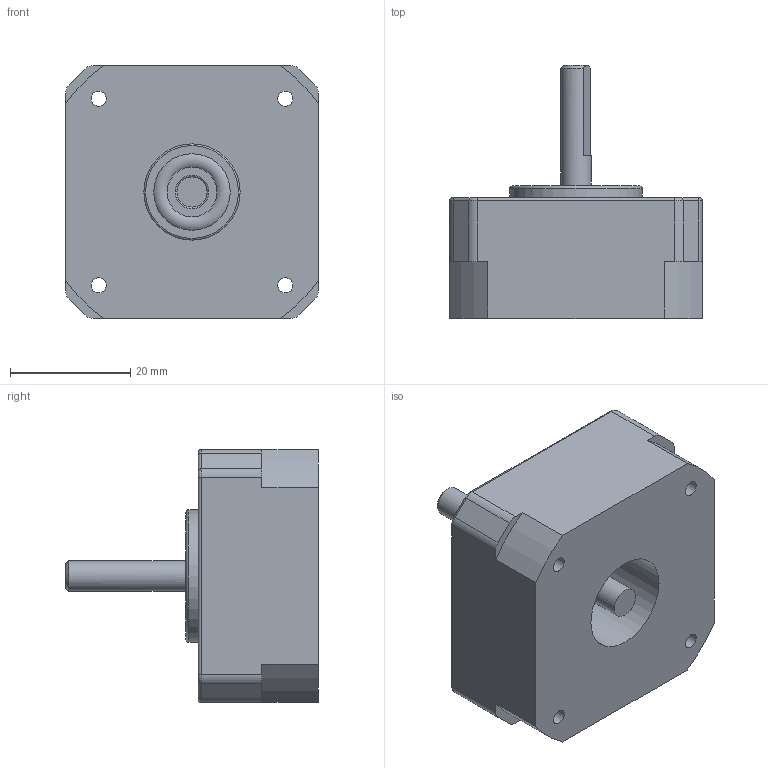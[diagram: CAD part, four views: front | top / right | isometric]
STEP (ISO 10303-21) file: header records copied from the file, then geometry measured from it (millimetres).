
FILE_DESCRIPTION(/* description */ ('STEP AP214'),/* implementation_level */ '2;1');
FILE_NAME(/* name */ '6004ed13b4e2e3116c6da0cb',/* time_stamp */ '2021-01-18T02:06:12+00:00',/* author */ (''),/* organization */ (''),/* preprocessor_version */ 'ST-DEVELOPER v18.1',/* originating_system */ ' ',/* authorisation */ ' ');
FILE_SCHEMA (('AUTOMOTIVE_DESIGN {1 0 10303 214 3 1 1}'));
Length unit declared in the file: metre
Products named in the file (1): 17HM15-0904S v1
Bounding box: 42 x 42 x 42 mm (x, y, z)
Volume: 31773.6 mm3; surface area: 9180.1 mm2
Topology: 1 solids, 3 shells, 83 faces, 185 edges, 114 vertices
Faces by surface type: cylinder 36, plane 26, torus 16, cone 5
Full cylindrical faces by diameter (mm): 2.5 x4, 5 x2, 7.3 x1, 8.3 x2, 12.7 x2, 16 x2, 22 x1, 23 x1, 33 x1
Entity records: 2187 total; most frequent: DIRECTION 403, CARTESIAN_POINT 375, ORIENTED_EDGE 306, AXIS2_PLACEMENT_3D 176, EDGE_CURVE 153, EDGE_LOOP 129, FACE_BOUND 129, VERTEX_POINT 110
